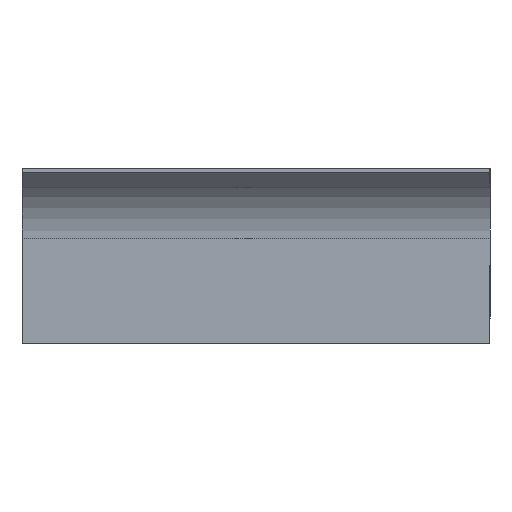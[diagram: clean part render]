
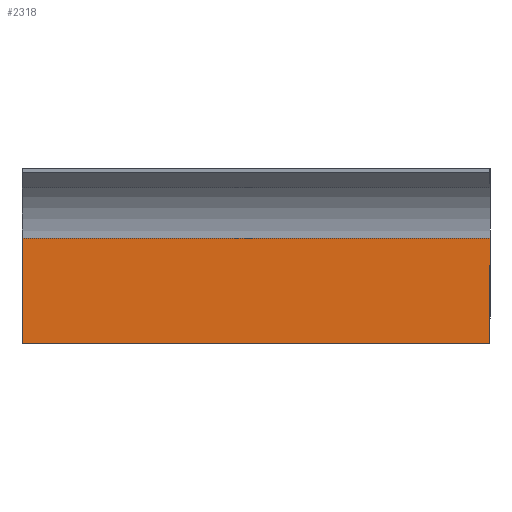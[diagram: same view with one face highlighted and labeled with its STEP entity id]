
A CAD part, front view. The second image highlights one B-rep face of the part: STEP entity #2318.
In plain terms, the highlighted planar face has unit normal (0, -1, 0).
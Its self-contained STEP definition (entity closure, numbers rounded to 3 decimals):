
#46 = VERTEX_POINT ( 'NONE', #169 ) ;
#47 = VERTEX_POINT ( 'NONE', #170 ) ;
#48 = VERTEX_POINT ( 'NONE', #171 ) ;
#49 = VERTEX_POINT ( 'NONE', #172 ) ;
#169 = CARTESIAN_POINT ( 'NONE',  ( 40., -10., 9. ) ) ;
#170 = CARTESIAN_POINT ( 'NONE',  ( 40., -10., 0. ) ) ;
#171 = CARTESIAN_POINT ( 'NONE',  ( 0., -10., 9. ) ) ;
#172 = CARTESIAN_POINT ( 'NONE',  ( 0., -10., 0. ) ) ;
#285 = LINE ( 'NONE', #286, #1326 ) ;
#286 = CARTESIAN_POINT ( 'NONE',  ( 40., -10., 4. ) ) ;
#287 = DIRECTION ( 'NONE',  ( 0., 0., -1. ) ) ;
#326 = LINE ( 'NONE', #327, #1393 ) ;
#327 = CARTESIAN_POINT ( 'NONE',  ( 0., -10., 0. ) ) ;
#328 = DIRECTION ( 'NONE',  ( 1., 0., 0. ) ) ;
#584 = LINE ( 'NONE', #585, #1525 ) ;
#585 = CARTESIAN_POINT ( 'NONE',  ( 0., -10., 9. ) ) ;
#586 = DIRECTION ( 'NONE',  ( -1., 0., 0. ) ) ;
#862 = PLANE ( 'NONE',  #1212 ) ;
#863 = CARTESIAN_POINT ( 'NONE',  ( 0., -10., 4. ) ) ;
#864 = DIRECTION ( 'NONE',  ( 0., 1., 0. ) ) ;
#865 = DIRECTION ( 'NONE',  ( 0., 0., 1. ) ) ;
#1004 = LINE ( 'NONE', #1005, #1344 ) ;
#1005 = CARTESIAN_POINT ( 'NONE',  ( 0., -10., 4. ) ) ;
#1006 = DIRECTION ( 'NONE',  ( 0., 0., -1. ) ) ;
#1212 = AXIS2_PLACEMENT_3D ( 'NONE', #863, #864, #865 ) ;
#1271 = FACE_OUTER_BOUND ( 'NONE', #1730, .T. ) ;
#1326 = VECTOR ( 'NONE', #287, 1000. ) ;
#1344 = VECTOR ( 'NONE', #1006, 1000. ) ;
#1393 = VECTOR ( 'NONE', #328, 1000. ) ;
#1525 = VECTOR ( 'NONE', #586, 1000. ) ;
#1620 = ORIENTED_EDGE ( 'NONE', *, *, #2231, .T. ) ;
#1680 = ORIENTED_EDGE ( 'NONE', *, *, #2135, .F. ) ;
#1730 = EDGE_LOOP ( 'NONE', ( #1680, #1620, #2116, #2114 ) ) ;
#2114 = ORIENTED_EDGE ( 'NONE', *, *, #2148, .T. ) ;
#2116 = ORIENTED_EDGE ( 'NONE', *, *, #2361, .T. ) ;
#2135 = EDGE_CURVE ( 'NONE', #46, #47, #285, .T. ) ;
#2148 = EDGE_CURVE ( 'NONE', #49, #47, #326, .T. ) ;
#2231 = EDGE_CURVE ( 'NONE', #46, #48, #584, .T. ) ;
#2318 = ADVANCED_FACE ( 'NONE', ( #1271 ), #862, .F. ) ;
#2361 = EDGE_CURVE ( 'NONE', #48, #49, #1004, .T. ) ;
